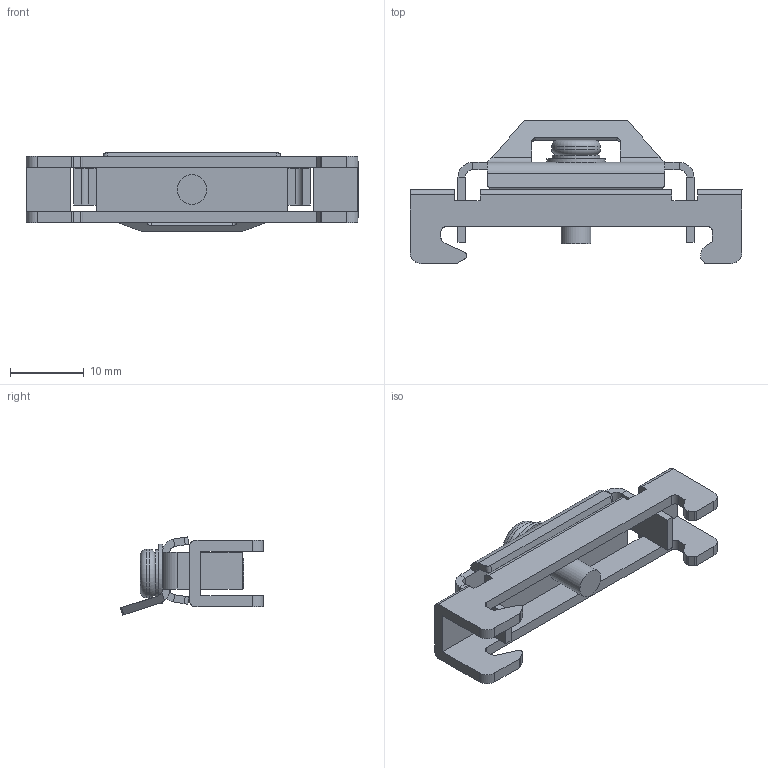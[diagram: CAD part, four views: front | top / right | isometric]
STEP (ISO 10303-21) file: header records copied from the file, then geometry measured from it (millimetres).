
FILE_DESCRIPTION (( 'STEP AP203' ), '1' );
FILE_NAME ('YXD10 Îãðàíè÷èòåëü íà DIN-ðåéêó(ìåòàëë) ÈÝÊ.STEP', '2016-09-08T09:05:55', ( '' ), ( '' ), 'SwSTEP 2.0', 'SolidWorks 2014', '' );
FILE_SCHEMA (( 'CONFIG_CONTROL_DESIGN' ));
Length unit declared in the file: millimetre
Products named in the file (1): YXD10 Îãðàíè÷èòåëü íà DIN-ðåéêó(ìåòàëë) ÈÝÊ
Bounding box: 45 x 19.41 x 10.59 mm (x, y, z)
Volume: 1802.6 mm3; surface area: 3100.2 mm2
Topology: 1 solids, 1 shells, 148 faces, 385 edges, 238 vertices
Faces by surface type: plane 95, cylinder 51, torus 2
Full cylindrical faces by diameter (mm): 4 x2, 6.5 x1, 6.6 x1, 8 x1
Entity records: 4495 total; most frequent: DIRECTION 776, CARTESIAN_POINT 771, ORIENTED_EDGE 750, EDGE_CURVE 375, VECTOR 264, LINE 264, AXIS2_PLACEMENT_3D 256, VERTEX_POINT 235
